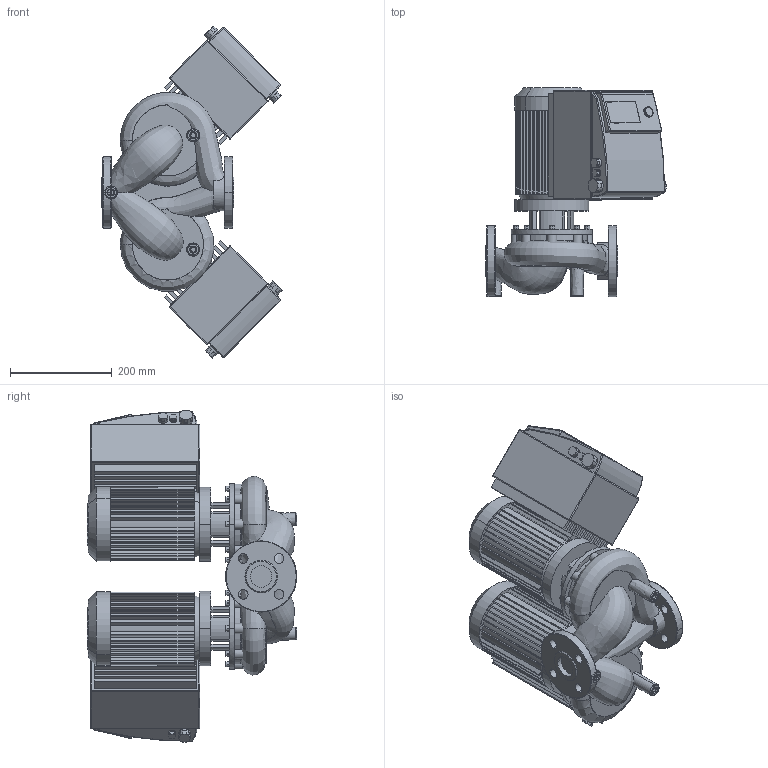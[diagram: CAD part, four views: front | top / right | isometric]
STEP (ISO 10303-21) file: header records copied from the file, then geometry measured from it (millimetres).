
FILE_DESCRIPTION((''),'2;1');
FILE_NAME('3d_DP-E32_105-0_75_2-R1IE4-2159000.stp','2016-08-05T07:34:49',(''),(''),'Mechanical Desktop 2009','Mechanical Desktop 2009',', , ');
FILE_SCHEMA(('CONFIG_CONTROL_DESIGN'));
Length unit declared in the file: millimetre
Products named in the file (1): Product
Bounding box: 355.21 x 412.5 x 653.66 mm (x, y, z)
Volume: 24418912 mm3; surface area: 1560844.4 mm2
Topology: 21 solids, 21 shells, 1445 faces, 3753 edges, 2398 vertices
Faces by surface type: plane 788, cylinder 302, bspline 293, sphere 36, torus 16, cone 10
Entity records: 62718 total; most frequent: CARTESIAN_POINT 27683, ORIENTED_EDGE 7426, DIRECTION 7005, EDGE_CURVE 3713, VERTEX_POINT 2396, VECTOR 2393, LINE 2393, AXIS2_PLACEMENT_3D 2306
